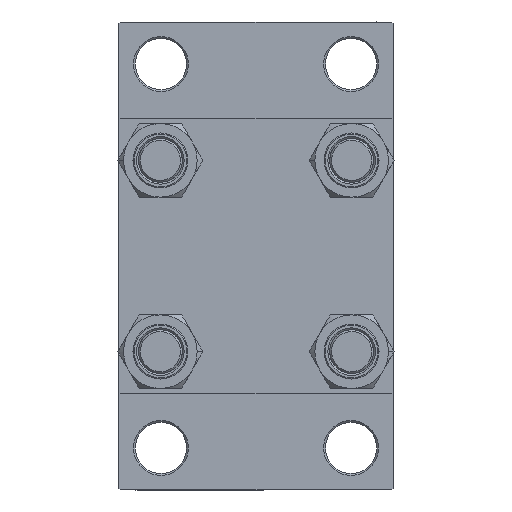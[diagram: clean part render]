
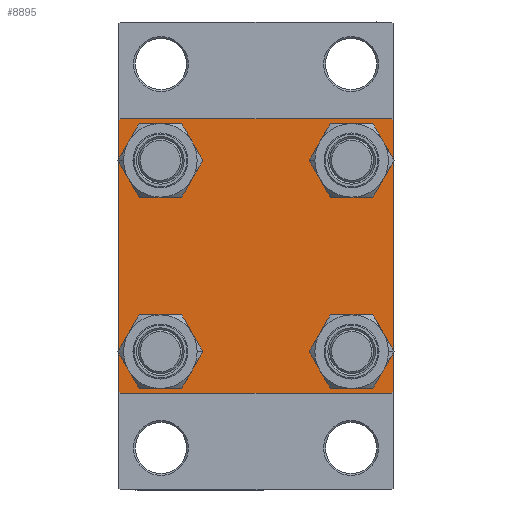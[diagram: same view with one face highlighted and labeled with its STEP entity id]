
A CAD part, left-side view. The second image highlights one B-rep face of the part: STEP entity #8895.
In plain terms, the highlighted planar face has unit normal (-1, 0, 0).
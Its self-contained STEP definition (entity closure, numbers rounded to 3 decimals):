
#242 = CARTESIAN_POINT ( 'NONE',  ( 0., -26.15, 26.15 ) ) ;
#568 = CARTESIAN_POINT ( 'NONE',  ( 0., 37.5, -37.5 ) ) ;
#705 = VERTEX_POINT ( 'NONE', #8324 ) ;
#859 = DIRECTION ( 'NONE',  ( 1., 0., 0. ) ) ;
#1039 = ORIENTED_EDGE ( 'NONE', *, *, #1910, .T. ) ;
#1198 = CARTESIAN_POINT ( 'NONE',  ( 0., 37.25, 37.25 ) ) ;
#1251 = CARTESIAN_POINT ( 'NONE',  ( 0., -37.5, 37. ) ) ;
#1573 = ORIENTED_EDGE ( 'NONE', *, *, #36055, .T. ) ;
#1910 = EDGE_CURVE ( 'NONE', #24318, #4036, #42036, .T. ) ;
#2167 = VERTEX_POINT ( 'NONE', #7706 ) ;
#2216 = CARTESIAN_POINT ( 'NONE',  ( 0., -37.5, 37.5 ) ) ;
#2672 = EDGE_CURVE ( 'NONE', #34184, #9479, #29681, .T. ) ;
#3007 = CIRCLE ( 'NONE', #41662, 6.5 ) ;
#3194 = VERTEX_POINT ( 'NONE', #38229 ) ;
#3611 = VECTOR ( 'NONE', #45710, 1000. ) ;
#3959 = DIRECTION ( 'NONE',  ( 0., -1., 0. ) ) ;
#4036 = VERTEX_POINT ( 'NONE', #25212 ) ;
#4311 = CARTESIAN_POINT ( 'NONE',  ( 0., 26.15, -32.65 ) ) ;
#4355 = DIRECTION ( 'NONE',  ( 1., 0., 0. ) ) ;
#5062 = DIRECTION ( 'NONE',  ( 0., 0.707, -0.707 ) ) ;
#7222 = ORIENTED_EDGE ( 'NONE', *, *, #19664, .T. ) ;
#7251 = DIRECTION ( 'NONE',  ( 1., 0., 0. ) ) ;
#7352 = ORIENTED_EDGE ( 'NONE', *, *, #27767, .T. ) ;
#7491 = FACE_BOUND ( 'NONE', #24025, .T. ) ;
#7534 = VERTEX_POINT ( 'NONE', #41980 ) ;
#7706 = CARTESIAN_POINT ( 'NONE',  ( 0., -37., 37.5 ) ) ;
#7834 = ORIENTED_EDGE ( 'NONE', *, *, #10032, .T. ) ;
#8324 = CARTESIAN_POINT ( 'NONE',  ( 0., 37.5, -37. ) ) ;
#8810 = CARTESIAN_POINT ( 'NONE',  ( 0., -26.15, -26.15 ) ) ;
#8895 = ADVANCED_FACE ( 'NONE', ( #7491, #29528, #14760, #33174, #22262 ), #11122, .T. ) ;
#8915 = EDGE_CURVE ( 'NONE', #9479, #34184, #38435, .T. ) ;
#9478 = LINE ( 'NONE', #2216, #17665 ) ;
#9479 = VERTEX_POINT ( 'NONE', #31865 ) ;
#10032 = EDGE_CURVE ( 'NONE', #34639, #34072, #41886, .T. ) ;
#10285 = CIRCLE ( 'NONE', #33516, 6.5 ) ;
#10625 = EDGE_CURVE ( 'NONE', #705, #26417, #16237, .T. ) ;
#10629 = LINE ( 'NONE', #19286, #25013 ) ;
#11122 = PLANE ( 'NONE',  #46915 ) ;
#12180 = VECTOR ( 'NONE', #18960, 1000. ) ;
#12441 = VECTOR ( 'NONE', #27929, 1000. ) ;
#12572 = CARTESIAN_POINT ( 'NONE',  ( 0., -37., -37.5 ) ) ;
#12657 = VERTEX_POINT ( 'NONE', #1251 ) ;
#14760 = FACE_BOUND ( 'NONE', #28063, .T. ) ;
#14900 = CIRCLE ( 'NONE', #46597, 6.5 ) ;
#15093 = LINE ( 'NONE', #568, #34043 ) ;
#16237 = LINE ( 'NONE', #45560, #26103 ) ;
#16323 = CARTESIAN_POINT ( 'NONE',  ( 0., -37.25, 37.25 ) ) ;
#17171 = CARTESIAN_POINT ( 'NONE',  ( 0., 37., -37.5 ) ) ;
#17443 = EDGE_CURVE ( 'NONE', #34933, #3194, #3007, .T. ) ;
#17444 = DIRECTION ( 'NONE',  ( 0., 0., 1. ) ) ;
#17512 = AXIS2_PLACEMENT_3D ( 'NONE', #242, #7251, #37298 ) ;
#17665 = VECTOR ( 'NONE', #46072, 1000. ) ;
#17757 = DIRECTION ( 'NONE',  ( 1., 0., 0. ) ) ;
#18154 = EDGE_CURVE ( 'NONE', #7534, #37029, #20796, .T. ) ;
#18594 = CIRCLE ( 'NONE', #26354, 6.5 ) ;
#18960 = DIRECTION ( 'NONE',  ( 0., 0., -1. ) ) ;
#19191 = LINE ( 'NONE', #37624, #12180 ) ;
#19286 = CARTESIAN_POINT ( 'NONE',  ( 0., -37.25, -37.25 ) ) ;
#19629 = DIRECTION ( 'NONE',  ( 0., -0.707, -0.707 ) ) ;
#19664 = EDGE_CURVE ( 'NONE', #26417, #36787, #15093, .T. ) ;
#20011 = CARTESIAN_POINT ( 'NONE',  ( 0., 37.5, 37.5 ) ) ;
#20796 = CIRCLE ( 'NONE', #27790, 6.5 ) ;
#21623 = EDGE_CURVE ( 'NONE', #3194, #34933, #18594, .T. ) ;
#21697 = ORIENTED_EDGE ( 'NONE', *, *, #10625, .T. ) ;
#22106 = EDGE_CURVE ( 'NONE', #12657, #2167, #46350, .T. ) ;
#22262 = FACE_OUTER_BOUND ( 'NONE', #44343, .T. ) ;
#22896 = CARTESIAN_POINT ( 'NONE',  ( 0., -37.5, -37. ) ) ;
#23120 = DIRECTION ( 'NONE',  ( 0., 0., 1. ) ) ;
#23265 = EDGE_LOOP ( 'NONE', ( #1039, #28677 ) ) ;
#23417 = LINE ( 'NONE', #20011, #3611 ) ;
#23477 = DIRECTION ( 'NONE',  ( 0., 0., 1. ) ) ;
#24025 = EDGE_LOOP ( 'NONE', ( #24661, #35424 ) ) ;
#24318 = VERTEX_POINT ( 'NONE', #46743 ) ;
#24661 = ORIENTED_EDGE ( 'NONE', *, *, #2672, .T. ) ;
#25013 = VECTOR ( 'NONE', #25172, 1000. ) ;
#25032 = CARTESIAN_POINT ( 'NONE',  ( 0., 26.15, -26.15 ) ) ;
#25172 = DIRECTION ( 'NONE',  ( 0., -0.707, 0.707 ) ) ;
#25212 = CARTESIAN_POINT ( 'NONE',  ( 0., 26.15, 19.65 ) ) ;
#25267 = DIRECTION ( 'NONE',  ( 0., 0., 1. ) ) ;
#25417 = CARTESIAN_POINT ( 'NONE',  ( 0., -26.15, -26.15 ) ) ;
#26103 = VECTOR ( 'NONE', #19629, 1000. ) ;
#26150 = CARTESIAN_POINT ( 'NONE',  ( 0., 26.15, -26.15 ) ) ;
#26354 = AXIS2_PLACEMENT_3D ( 'NONE', #25417, #42881, #40213 ) ;
#26417 = VERTEX_POINT ( 'NONE', #17171 ) ;
#26462 = EDGE_CURVE ( 'NONE', #4036, #24318, #14900, .T. ) ;
#26495 = ORIENTED_EDGE ( 'NONE', *, *, #17443, .T. ) ;
#27494 = ORIENTED_EDGE ( 'NONE', *, *, #21623, .T. ) ;
#27767 = EDGE_CURVE ( 'NONE', #36787, #46622, #10629, .T. ) ;
#27790 = AXIS2_PLACEMENT_3D ( 'NONE', #26150, #4355, #23477 ) ;
#27837 = ORIENTED_EDGE ( 'NONE', *, *, #22106, .T. ) ;
#27929 = DIRECTION ( 'NONE',  ( 0., 0.707, 0.707 ) ) ;
#28063 = EDGE_LOOP ( 'NONE', ( #29552, #29524 ) ) ;
#28166 = CARTESIAN_POINT ( 'NONE',  ( 0., -26.15, -32.65 ) ) ;
#28677 = ORIENTED_EDGE ( 'NONE', *, *, #26462, .T. ) ;
#28797 = DIRECTION ( 'NONE',  ( 0., 0., 1. ) ) ;
#29524 = ORIENTED_EDGE ( 'NONE', *, *, #31317, .T. ) ;
#29528 = FACE_BOUND ( 'NONE', #46380, .T. ) ;
#29552 = ORIENTED_EDGE ( 'NONE', *, *, #18154, .T. ) ;
#29681 = CIRCLE ( 'NONE', #35113, 6.5 ) ;
#31215 = AXIS2_PLACEMENT_3D ( 'NONE', #36099, #39500, #17444 ) ;
#31317 = EDGE_CURVE ( 'NONE', #37029, #7534, #10285, .T. ) ;
#31865 = CARTESIAN_POINT ( 'NONE',  ( 0., -26.15, 19.65 ) ) ;
#32930 = DIRECTION ( 'NONE',  ( -1., 0., 0. ) ) ;
#33056 = VECTOR ( 'NONE', #5062, 1000. ) ;
#33174 = FACE_BOUND ( 'NONE', #23265, .T. ) ;
#33516 = AXIS2_PLACEMENT_3D ( 'NONE', #25032, #36901, #25267 ) ;
#33573 = EDGE_CURVE ( 'NONE', #34639, #2167, #23417, .T. ) ;
#34043 = VECTOR ( 'NONE', #3959, 1000. ) ;
#34072 = VERTEX_POINT ( 'NONE', #40034 ) ;
#34184 = VERTEX_POINT ( 'NONE', #47538 ) ;
#34639 = VERTEX_POINT ( 'NONE', #38916 ) ;
#34933 = VERTEX_POINT ( 'NONE', #28166 ) ;
#35113 = AXIS2_PLACEMENT_3D ( 'NONE', #36891, #17757, #37143 ) ;
#35230 = ORIENTED_EDGE ( 'NONE', *, *, #38599, .F. ) ;
#35424 = ORIENTED_EDGE ( 'NONE', *, *, #8915, .T. ) ;
#36055 = EDGE_CURVE ( 'NONE', #34072, #705, #19191, .T. ) ;
#36063 = DIRECTION ( 'NONE',  ( 1., 0., 0. ) ) ;
#36099 = CARTESIAN_POINT ( 'NONE',  ( 0., 26.15, 26.15 ) ) ;
#36306 = CARTESIAN_POINT ( 'NONE',  ( 0., 26.15, 26.15 ) ) ;
#36787 = VERTEX_POINT ( 'NONE', #12572 ) ;
#36891 = CARTESIAN_POINT ( 'NONE',  ( 0., -26.15, 26.15 ) ) ;
#36901 = DIRECTION ( 'NONE',  ( 1., 0., 0. ) ) ;
#37029 = VERTEX_POINT ( 'NONE', #4311 ) ;
#37084 = ORIENTED_EDGE ( 'NONE', *, *, #33573, .F. ) ;
#37143 = DIRECTION ( 'NONE',  ( 0., 0., 1. ) ) ;
#37298 = DIRECTION ( 'NONE',  ( 0., 0., 1. ) ) ;
#37624 = CARTESIAN_POINT ( 'NONE',  ( 0., 37.5, 37.5 ) ) ;
#38229 = CARTESIAN_POINT ( 'NONE',  ( 0., -26.15, -19.65 ) ) ;
#38435 = CIRCLE ( 'NONE', #17512, 6.5 ) ;
#38599 = EDGE_CURVE ( 'NONE', #12657, #46622, #9478, .T. ) ;
#38916 = CARTESIAN_POINT ( 'NONE',  ( 0., 37., 37.5 ) ) ;
#39500 = DIRECTION ( 'NONE',  ( 1., 0., 0. ) ) ;
#40034 = CARTESIAN_POINT ( 'NONE',  ( 0., 37.5, 37. ) ) ;
#40213 = DIRECTION ( 'NONE',  ( 0., 0., 1. ) ) ;
#41662 = AXIS2_PLACEMENT_3D ( 'NONE', #8810, #859, #23120 ) ;
#41886 = LINE ( 'NONE', #1198, #33056 ) ;
#41980 = CARTESIAN_POINT ( 'NONE',  ( 0., 26.15, -19.65 ) ) ;
#42036 = CIRCLE ( 'NONE', #31215, 6.5 ) ;
#42881 = DIRECTION ( 'NONE',  ( 1., 0., 0. ) ) ;
#44074 = CARTESIAN_POINT ( 'NONE',  ( 0., 0., 0. ) ) ;
#44315 = DIRECTION ( 'NONE',  ( 0., 0., 1. ) ) ;
#44343 = EDGE_LOOP ( 'NONE', ( #1573, #21697, #7222, #7352, #35230, #27837, #37084, #7834 ) ) ;
#45560 = CARTESIAN_POINT ( 'NONE',  ( 0., 37.25, -37.25 ) ) ;
#45710 = DIRECTION ( 'NONE',  ( 0., -1., 0. ) ) ;
#46072 = DIRECTION ( 'NONE',  ( 0., 0., -1. ) ) ;
#46350 = LINE ( 'NONE', #16323, #12441 ) ;
#46380 = EDGE_LOOP ( 'NONE', ( #27494, #26495 ) ) ;
#46597 = AXIS2_PLACEMENT_3D ( 'NONE', #36306, #36063, #28797 ) ;
#46622 = VERTEX_POINT ( 'NONE', #22896 ) ;
#46743 = CARTESIAN_POINT ( 'NONE',  ( 0., 26.15, 32.65 ) ) ;
#46915 = AXIS2_PLACEMENT_3D ( 'NONE', #44074, #32930, #44315 ) ;
#47538 = CARTESIAN_POINT ( 'NONE',  ( 0., -26.15, 32.65 ) ) ;
